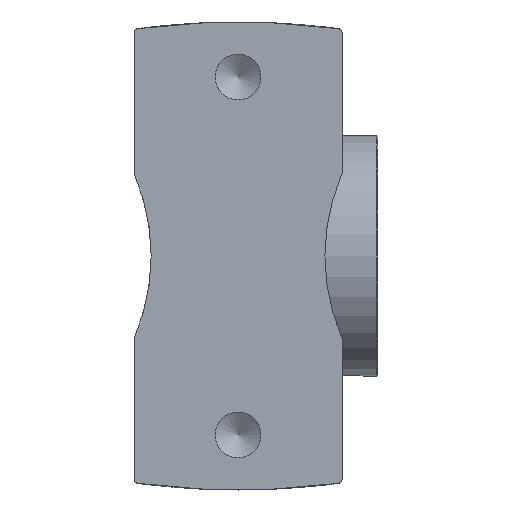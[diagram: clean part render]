
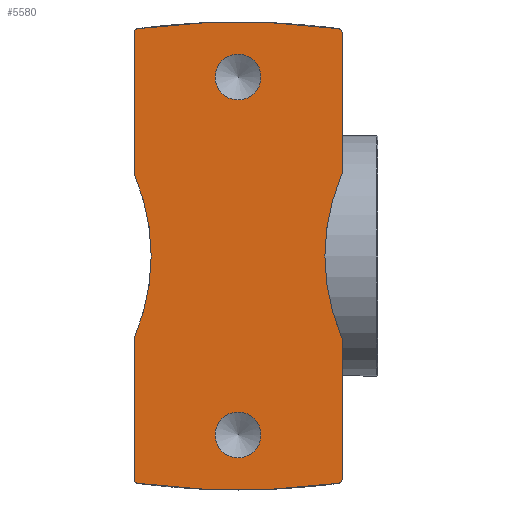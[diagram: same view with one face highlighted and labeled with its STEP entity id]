
A CAD part, front view. The second image highlights one B-rep face of the part: STEP entity #5580.
In plain terms, the highlighted face is planar.
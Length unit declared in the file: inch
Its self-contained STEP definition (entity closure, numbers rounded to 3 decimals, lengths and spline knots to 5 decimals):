
#494=CARTESIAN_POINT('',(0.78921,0.,0.));
#495=VERTEX_POINT('',#494);
#524=CARTESIAN_POINT('',(0.94488,-0.74803,0.));
#525=VERTEX_POINT('',#524);
#532=CARTESIAN_POINT('',(2.66421,0.,0.));
#533=DIRECTION('',(-0.,0.,1.));
#534=DIRECTION('',(1.,0.,0.));
#535=AXIS2_PLACEMENT_3D('',#532,#533,#534);
#536=CIRCLE('',#535,1.875);
#537=EDGE_CURVE('',#495,#525,#536,.T.);
#615=CARTESIAN_POINT('',(-0.2085,-1.62598,-0.));
#616=VERTEX_POINT('',#615);
#626=CARTESIAN_POINT('',(0.2085,-1.62598,0.));
#627=VERTEX_POINT('',#626);
#628=CARTESIAN_POINT('',(0.,-1.62598,0.));
#629=DIRECTION('',(-0.,0.,1.));
#630=DIRECTION('',(1.,0.,0.));
#631=AXIS2_PLACEMENT_3D('',#628,#629,#630);
#632=CIRCLE('',#631,0.2085);
#633=EDGE_CURVE('',#627,#616,#632,.T.);
#635=CARTESIAN_POINT('',(0.,-1.62598,0.));
#636=DIRECTION('',(-0.,0.,1.));
#637=DIRECTION('',(1.,0.,0.));
#638=AXIS2_PLACEMENT_3D('',#635,#636,#637);
#639=CIRCLE('',#638,0.2085);
#640=EDGE_CURVE('',#616,#627,#639,.T.);
#685=CARTESIAN_POINT('',(-0.2085,1.62598,-0.));
#686=VERTEX_POINT('',#685);
#696=CARTESIAN_POINT('',(0.2085,1.62598,0.));
#697=VERTEX_POINT('',#696);
#698=CARTESIAN_POINT('',(-0.,1.62598,-0.));
#699=DIRECTION('',(-0.,0.,1.));
#700=DIRECTION('',(1.,0.,0.));
#701=AXIS2_PLACEMENT_3D('',#698,#699,#700);
#702=CIRCLE('',#701,0.2085);
#703=EDGE_CURVE('',#697,#686,#702,.T.);
#705=CARTESIAN_POINT('',(-0.,1.62598,-0.));
#706=DIRECTION('',(-0.,0.,1.));
#707=DIRECTION('',(1.,0.,0.));
#708=AXIS2_PLACEMENT_3D('',#705,#706,#707);
#709=CIRCLE('',#708,0.2085);
#710=EDGE_CURVE('',#686,#697,#709,.T.);
#3302=CARTESIAN_POINT('',(-0.91452,-2.06517,-0.));
#3303=VERTEX_POINT('',#3302);
#3310=CARTESIAN_POINT('',(0.91452,-2.06517,0.));
#3311=VERTEX_POINT('',#3310);
#3312=CARTESIAN_POINT('',(-0.,4.78111,-0.));
#3313=DIRECTION('',(0.,-0.,-1.));
#3314=DIRECTION('',(1.,0.,0.));
#3315=AXIS2_PLACEMENT_3D('',#3312,#3313,#3314);
#3316=CIRCLE('',#3315,6.9071);
#3317=EDGE_CURVE('',#3311,#3303,#3316,.T.);
#3717=CARTESIAN_POINT('',(0.91452,2.06517,0.));
#3718=VERTEX_POINT('',#3717);
#3725=CARTESIAN_POINT('',(-0.91452,2.06517,-0.));
#3726=VERTEX_POINT('',#3725);
#3727=CARTESIAN_POINT('',(0.,-4.78111,0.));
#3728=DIRECTION('',(0.,-0.,-1.));
#3729=DIRECTION('',(-1.,-0.,-0.));
#3730=AXIS2_PLACEMENT_3D('',#3727,#3728,#3729);
#3731=CIRCLE('',#3730,6.9071);
#3732=EDGE_CURVE('',#3726,#3718,#3731,.T.);
#3785=CARTESIAN_POINT('',(0.94488,2.03048,0.));
#3786=VERTEX_POINT('',#3785);
#3793=CARTESIAN_POINT('',(0.90988,2.03048,0.));
#3794=DIRECTION('',(-0.,0.,1.));
#3795=DIRECTION('',(0.752,0.659,0.));
#3796=AXIS2_PLACEMENT_3D('',#3793,#3794,#3795);
#3797=CIRCLE('',#3796,0.035);
#3798=EDGE_CURVE('',#3786,#3718,#3797,.T.);
#3810=CARTESIAN_POINT('',(0.94488,0.74803,0.));
#3811=VERTEX_POINT('',#3810);
#3818=CARTESIAN_POINT('',(0.94488,2.04902,0.));
#3819=DIRECTION('',(0.,-1.,0.));
#3820=VECTOR('',#3819,0.5049);
#3821=LINE('',#3818,#3820);
#3822=EDGE_CURVE('',#3786,#3811,#3821,.T.);
#4250=CARTESIAN_POINT('',(-0.78921,-0.,-0.));
#4251=VERTEX_POINT('',#4250);
#4288=CARTESIAN_POINT('',(-0.94488,0.74803,-0.));
#4289=VERTEX_POINT('',#4288);
#4296=CARTESIAN_POINT('',(-2.66421,-0.,-0.));
#4297=DIRECTION('',(-0.,0.,1.));
#4298=DIRECTION('',(-1.,-0.,-0.));
#4299=AXIS2_PLACEMENT_3D('',#4296,#4297,#4298);
#4300=CIRCLE('',#4299,1.875);
#4301=EDGE_CURVE('',#4251,#4289,#4300,.T.);
#4312=CARTESIAN_POINT('',(-0.94488,2.03048,-0.));
#4313=VERTEX_POINT('',#4312);
#4320=CARTESIAN_POINT('',(-0.94488,2.04902,-0.));
#4321=DIRECTION('',(0.,-1.,0.));
#4322=VECTOR('',#4321,0.5049);
#4323=LINE('',#4320,#4322);
#4324=EDGE_CURVE('',#4313,#4289,#4323,.T.);
#4337=CARTESIAN_POINT('',(-0.90988,2.03048,-0.));
#4338=DIRECTION('',(-0.,-0.,1.));
#4339=DIRECTION('',(-0.752,0.659,-0.));
#4340=AXIS2_PLACEMENT_3D('',#4337,#4338,#4339);
#4341=CIRCLE('',#4340,0.035);
#4342=EDGE_CURVE('',#3726,#4313,#4341,.T.);
#5098=CARTESIAN_POINT('',(0.94488,-2.03048,0.));
#5099=VERTEX_POINT('',#5098);
#5106=CARTESIAN_POINT('',(0.94488,0.95511,0.));
#5107=DIRECTION('',(0.,-1.,0.));
#5108=VECTOR('',#5107,0.5049);
#5109=LINE('',#5106,#5108);
#5110=EDGE_CURVE('',#525,#5099,#5109,.T.);
#5123=CARTESIAN_POINT('',(0.90988,-2.03048,0.));
#5124=DIRECTION('',(-0.,0.,1.));
#5125=DIRECTION('',(0.752,-0.659,0.));
#5126=AXIS2_PLACEMENT_3D('',#5123,#5124,#5125);
#5127=CIRCLE('',#5126,0.035);
#5128=EDGE_CURVE('',#3311,#5099,#5127,.T.);
#5496=CARTESIAN_POINT('',(-0.94488,-2.03048,-0.));
#5497=VERTEX_POINT('',#5496);
#5504=CARTESIAN_POINT('',(-0.90988,-2.03048,-0.));
#5505=DIRECTION('',(-0.,0.,1.));
#5506=DIRECTION('',(-0.752,-0.659,-0.));
#5507=AXIS2_PLACEMENT_3D('',#5504,#5505,#5506);
#5508=CIRCLE('',#5507,0.035);
#5509=EDGE_CURVE('',#5497,#3303,#5508,.T.);
#5521=CARTESIAN_POINT('',(-0.94488,-0.74803,-0.));
#5522=VERTEX_POINT('',#5521);
#5529=CARTESIAN_POINT('',(-0.94488,0.95511,-0.));
#5530=DIRECTION('',(0.,-1.,0.));
#5531=VECTOR('',#5530,0.5049);
#5532=LINE('',#5529,#5531);
#5533=EDGE_CURVE('',#5522,#5497,#5532,.T.);
#5539=CARTESIAN_POINT('',(0.4675,1.04896,0.));
#5540=DIRECTION('',(-0.,0.,1.));
#5541=DIRECTION('',(1.,0.,0.));
#5542=AXIS2_PLACEMENT_3D('',#5539,#5540,#5541);
#5543=PLANE('',#5542);
#5544=ORIENTED_EDGE('',*,*,#633,.T.);
#5545=ORIENTED_EDGE('',*,*,#640,.T.);
#5546=EDGE_LOOP('',(#5544,#5545));
#5547=FACE_BOUND('',#5546,.T.);
#5548=ORIENTED_EDGE('',*,*,#703,.T.);
#5549=ORIENTED_EDGE('',*,*,#710,.T.);
#5550=EDGE_LOOP('',(#5548,#5549));
#5551=FACE_BOUND('',#5550,.T.);
#5552=ORIENTED_EDGE('',*,*,#3798,.F.);
#5553=ORIENTED_EDGE('',*,*,#3822,.T.);
#5554=CARTESIAN_POINT('',(2.66421,0.,0.));
#5555=DIRECTION('',(-0.,0.,1.));
#5556=DIRECTION('',(1.,0.,0.));
#5557=AXIS2_PLACEMENT_3D('',#5554,#5555,#5556);
#5558=CIRCLE('',#5557,1.875);
#5559=EDGE_CURVE('',#3811,#495,#5558,.T.);
#5560=ORIENTED_EDGE('',*,*,#5559,.T.);
#5561=ORIENTED_EDGE('',*,*,#537,.T.);
#5562=ORIENTED_EDGE('',*,*,#5110,.T.);
#5563=ORIENTED_EDGE('',*,*,#5128,.F.);
#5564=ORIENTED_EDGE('',*,*,#3317,.T.);
#5565=ORIENTED_EDGE('',*,*,#5509,.F.);
#5566=ORIENTED_EDGE('',*,*,#5533,.F.);
#5567=CARTESIAN_POINT('',(-2.66421,-0.,-0.));
#5568=DIRECTION('',(-0.,0.,1.));
#5569=DIRECTION('',(-1.,-0.,-0.));
#5570=AXIS2_PLACEMENT_3D('',#5567,#5568,#5569);
#5571=CIRCLE('',#5570,1.875);
#5572=EDGE_CURVE('',#5522,#4251,#5571,.T.);
#5573=ORIENTED_EDGE('',*,*,#5572,.T.);
#5574=ORIENTED_EDGE('',*,*,#4301,.T.);
#5575=ORIENTED_EDGE('',*,*,#4324,.F.);
#5576=ORIENTED_EDGE('',*,*,#4342,.F.);
#5577=ORIENTED_EDGE('',*,*,#3732,.T.);
#5578=EDGE_LOOP('',(#5552,#5553,#5560,#5561,#5562,#5563,#5564,#5565,#5566,#5573,#5574,#5575,#5576,#5577));
#5579=FACE_BOUND('',#5578,.T.);
#5580=ADVANCED_FACE('',(#5547,#5551,#5579),#5543,.F.);
